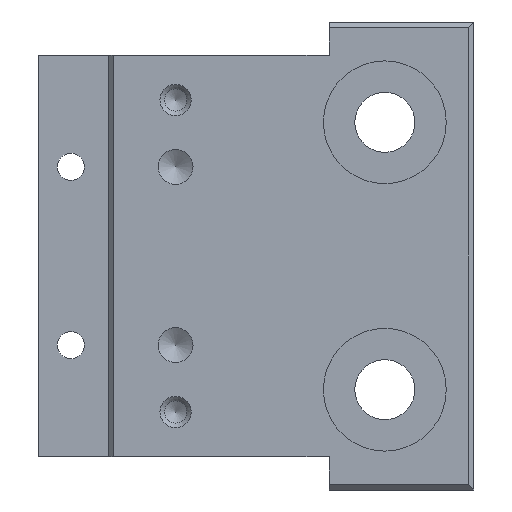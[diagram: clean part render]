
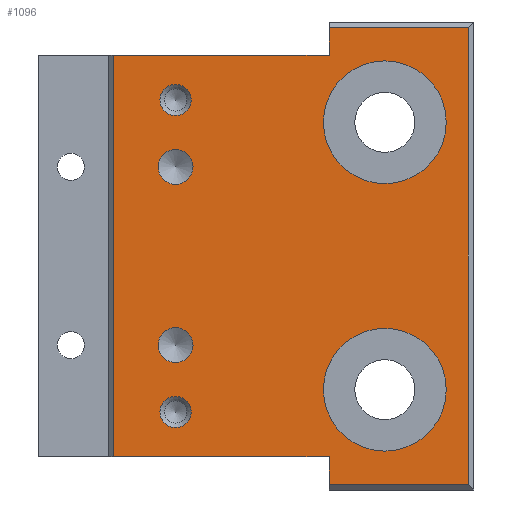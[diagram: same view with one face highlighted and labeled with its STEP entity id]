
A CAD part, front view. The second image highlights one B-rep face of the part: STEP entity #1096.
In plain terms, the highlighted planar face has unit normal (0, -1, 0).
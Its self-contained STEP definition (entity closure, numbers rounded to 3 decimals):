
#47=FACE_BOUND('',#195,.T.);
#48=FACE_BOUND('',#196,.T.);
#49=FACE_BOUND('',#197,.T.);
#50=FACE_BOUND('',#198,.T.);
#51=FACE_BOUND('',#199,.T.);
#52=FACE_BOUND('',#200,.T.);
#67=CIRCLE('',#1177,0.7);
#68=CIRCLE('',#1178,2.756);
#69=CIRCLE('',#1179,2.756);
#70=CIRCLE('',#1180,2.756);
#71=CIRCLE('',#1181,2.756);
#72=CIRCLE('',#1182,0.784);
#73=CIRCLE('',#1183,0.784);
#74=CIRCLE('',#1184,0.784);
#75=CIRCLE('',#1185,0.784);
#76=CIRCLE('',#1186,0.7);
#134=FACE_OUTER_BOUND('',#194,.T.);
#194=EDGE_LOOP('',(#747,#748,#749,#750,#751,#752,#753,#754));
#195=EDGE_LOOP('',(#755));
#196=EDGE_LOOP('',(#756,#757));
#197=EDGE_LOOP('',(#758,#759));
#198=EDGE_LOOP('',(#760,#761));
#199=EDGE_LOOP('',(#762,#763));
#200=EDGE_LOOP('',(#764));
#274=LINE('',#1657,#370);
#277=LINE('',#1663,#373);
#278=LINE('',#1665,#374);
#279=LINE('',#1667,#375);
#280=LINE('',#1669,#376);
#281=LINE('',#1671,#377);
#282=LINE('',#1673,#378);
#283=LINE('',#1674,#379);
#370=VECTOR('',#1306,10.);
#373=VECTOR('',#1311,10.);
#374=VECTOR('',#1312,10.);
#375=VECTOR('',#1313,10.);
#376=VECTOR('',#1314,10.);
#377=VECTOR('',#1315,10.);
#378=VECTOR('',#1316,10.);
#379=VECTOR('',#1317,10.);
#466=VERTEX_POINT('',#1654);
#467=VERTEX_POINT('',#1656);
#469=VERTEX_POINT('',#1662);
#470=VERTEX_POINT('',#1664);
#471=VERTEX_POINT('',#1666);
#472=VERTEX_POINT('',#1668);
#473=VERTEX_POINT('',#1670);
#474=VERTEX_POINT('',#1672);
#475=VERTEX_POINT('',#1675);
#476=VERTEX_POINT('',#1677);
#477=VERTEX_POINT('',#1678);
#478=VERTEX_POINT('',#1681);
#479=VERTEX_POINT('',#1682);
#480=VERTEX_POINT('',#1685);
#481=VERTEX_POINT('',#1686);
#482=VERTEX_POINT('',#1689);
#483=VERTEX_POINT('',#1690);
#484=VERTEX_POINT('',#1693);
#582=EDGE_CURVE('',#466,#467,#274,.T.);
#585=EDGE_CURVE('',#466,#469,#277,.T.);
#586=EDGE_CURVE('',#469,#470,#278,.T.);
#587=EDGE_CURVE('',#471,#470,#279,.T.);
#588=EDGE_CURVE('',#472,#471,#280,.T.);
#589=EDGE_CURVE('',#473,#472,#281,.T.);
#590=EDGE_CURVE('',#473,#474,#282,.T.);
#591=EDGE_CURVE('',#474,#467,#283,.T.);
#592=EDGE_CURVE('',#475,#475,#67,.T.);
#593=EDGE_CURVE('',#476,#477,#68,.T.);
#594=EDGE_CURVE('',#477,#476,#69,.T.);
#595=EDGE_CURVE('',#478,#479,#70,.T.);
#596=EDGE_CURVE('',#479,#478,#71,.T.);
#597=EDGE_CURVE('',#480,#481,#72,.T.);
#598=EDGE_CURVE('',#481,#480,#73,.T.);
#599=EDGE_CURVE('',#482,#483,#74,.T.);
#600=EDGE_CURVE('',#483,#482,#75,.T.);
#601=EDGE_CURVE('',#484,#484,#76,.T.);
#747=ORIENTED_EDGE('',*,*,#582,.F.);
#748=ORIENTED_EDGE('',*,*,#585,.T.);
#749=ORIENTED_EDGE('',*,*,#586,.T.);
#750=ORIENTED_EDGE('',*,*,#587,.F.);
#751=ORIENTED_EDGE('',*,*,#588,.F.);
#752=ORIENTED_EDGE('',*,*,#589,.F.);
#753=ORIENTED_EDGE('',*,*,#590,.T.);
#754=ORIENTED_EDGE('',*,*,#591,.T.);
#755=ORIENTED_EDGE('',*,*,#592,.F.);
#756=ORIENTED_EDGE('',*,*,#593,.T.);
#757=ORIENTED_EDGE('',*,*,#594,.T.);
#758=ORIENTED_EDGE('',*,*,#595,.T.);
#759=ORIENTED_EDGE('',*,*,#596,.T.);
#760=ORIENTED_EDGE('',*,*,#597,.T.);
#761=ORIENTED_EDGE('',*,*,#598,.T.);
#762=ORIENTED_EDGE('',*,*,#599,.T.);
#763=ORIENTED_EDGE('',*,*,#600,.T.);
#764=ORIENTED_EDGE('',*,*,#601,.F.);
#1068=PLANE('',#1176);
#1096=ADVANCED_FACE('',(#134,#47,#48,#49,#50,#51,#52),#1068,.F.);
#1176=AXIS2_PLACEMENT_3D('',#1661,#1309,#1310);
#1177=AXIS2_PLACEMENT_3D('',#1676,#1318,#1319);
#1178=AXIS2_PLACEMENT_3D('',#1679,#1320,#1321);
#1179=AXIS2_PLACEMENT_3D('',#1680,#1322,#1323);
#1180=AXIS2_PLACEMENT_3D('',#1683,#1324,#1325);
#1181=AXIS2_PLACEMENT_3D('',#1684,#1326,#1327);
#1182=AXIS2_PLACEMENT_3D('',#1687,#1328,#1329);
#1183=AXIS2_PLACEMENT_3D('',#1688,#1330,#1331);
#1184=AXIS2_PLACEMENT_3D('',#1691,#1332,#1333);
#1185=AXIS2_PLACEMENT_3D('',#1692,#1334,#1335);
#1186=AXIS2_PLACEMENT_3D('',#1694,#1336,#1337);
#1306=DIRECTION('',(0.,0.,1.));
#1309=DIRECTION('center_axis',(0.,1.,0.));
#1310=DIRECTION('ref_axis',(0.,0.,1.));
#1311=DIRECTION('',(1.,0.,0.));
#1312=DIRECTION('',(0.,0.,-1.));
#1313=DIRECTION('',(-1.,0.,0.));
#1314=DIRECTION('',(0.,0.,-1.));
#1315=DIRECTION('',(1.,0.,0.));
#1316=DIRECTION('',(0.,0.,-1.));
#1317=DIRECTION('',(-1.,0.,0.));
#1318=DIRECTION('center_axis',(0.,-1.,0.));
#1319=DIRECTION('ref_axis',(-1.,0.,0.));
#1320=DIRECTION('center_axis',(0.,1.,0.));
#1321=DIRECTION('ref_axis',(1.,0.,0.));
#1322=DIRECTION('center_axis',(0.,1.,0.));
#1323=DIRECTION('ref_axis',(1.,0.,0.));
#1324=DIRECTION('center_axis',(0.,1.,0.));
#1325=DIRECTION('ref_axis',(1.,0.,0.));
#1326=DIRECTION('center_axis',(0.,1.,0.));
#1327=DIRECTION('ref_axis',(1.,0.,0.));
#1328=DIRECTION('center_axis',(0.,1.,0.));
#1329=DIRECTION('ref_axis',(1.,0.,0.));
#1330=DIRECTION('center_axis',(0.,1.,0.));
#1331=DIRECTION('ref_axis',(1.,0.,0.));
#1332=DIRECTION('center_axis',(0.,1.,0.));
#1333=DIRECTION('ref_axis',(1.,0.,0.));
#1334=DIRECTION('center_axis',(0.,1.,0.));
#1335=DIRECTION('ref_axis',(1.,0.,0.));
#1336=DIRECTION('center_axis',(0.,-1.,0.));
#1337=DIRECTION('ref_axis',(-1.,0.,0.));
#1654=CARTESIAN_POINT('',(-16.19,0.,-19.5));
#1656=CARTESIAN_POINT('',(-16.19,0.,-1.5));
#1657=CARTESIAN_POINT('',(-16.19,0.,-5.25));
#1661=CARTESIAN_POINT('Origin',(-9.78,0.,-10.5));
#1662=CARTESIAN_POINT('',(-6.5,0.,-19.5));
#1663=CARTESIAN_POINT('',(-14.67,0.,-19.5));
#1664=CARTESIAN_POINT('',(-6.5,0.,-20.75));
#1665=CARTESIAN_POINT('',(-6.5,0.,-15.375));
#1666=CARTESIAN_POINT('',(-0.25,0.,-20.75));
#1667=CARTESIAN_POINT('',(-4.89,0.,-20.75));
#1668=CARTESIAN_POINT('',(-0.25,0.,-0.25));
#1669=CARTESIAN_POINT('',(-0.25,0.,-5.25));
#1670=CARTESIAN_POINT('',(-6.5,0.,-0.25));
#1671=CARTESIAN_POINT('',(-14.67,0.,-0.25));
#1672=CARTESIAN_POINT('',(-6.5,0.,-1.5));
#1673=CARTESIAN_POINT('',(-6.5,0.,-5.625));
#1674=CARTESIAN_POINT('',(-14.67,0.,-1.5));
#1675=CARTESIAN_POINT('',(-12.69,0.,-3.5));
#1676=CARTESIAN_POINT('Origin',(-13.39,0.,-3.5));
#1677=CARTESIAN_POINT('',(-1.244,0.,-16.5));
#1678=CARTESIAN_POINT('',(-6.756,0.,-16.5));
#1679=CARTESIAN_POINT('Origin',(-4.,0.,-16.5));
#1680=CARTESIAN_POINT('Origin',(-4.,0.,-16.5));
#1681=CARTESIAN_POINT('',(-1.244,0.,-4.5));
#1682=CARTESIAN_POINT('',(-6.756,0.,-4.5));
#1683=CARTESIAN_POINT('Origin',(-4.,0.,-4.5));
#1684=CARTESIAN_POINT('Origin',(-4.,0.,-4.5));
#1685=CARTESIAN_POINT('',(-12.607,0.,-6.5));
#1686=CARTESIAN_POINT('',(-14.174,0.,-6.5));
#1687=CARTESIAN_POINT('Origin',(-13.39,0.,-6.5));
#1688=CARTESIAN_POINT('Origin',(-13.39,0.,-6.5));
#1689=CARTESIAN_POINT('',(-12.607,0.,-14.5));
#1690=CARTESIAN_POINT('',(-14.174,0.,-14.5));
#1691=CARTESIAN_POINT('Origin',(-13.39,0.,-14.5));
#1692=CARTESIAN_POINT('Origin',(-13.39,0.,-14.5));
#1693=CARTESIAN_POINT('',(-12.69,0.,-17.5));
#1694=CARTESIAN_POINT('Origin',(-13.39,0.,-17.5));
